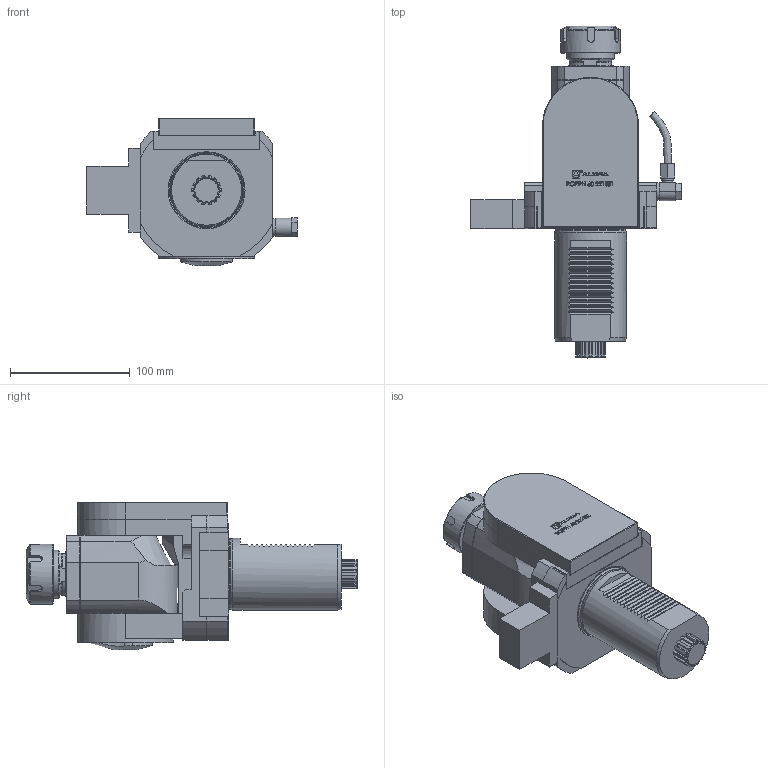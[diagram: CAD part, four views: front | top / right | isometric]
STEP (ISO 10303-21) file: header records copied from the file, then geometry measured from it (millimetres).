
FILE_DESCRIPTION (( 'STEP AP214' ), '1' );
FILE_NAME ('ROPPH60221SS1.STEP', '2025-09-04T12:51:28', ( '' ), ( '' ), 'SwSTEP 2.0', 'SolidWorks 2023', '' );
FILE_SCHEMA (( 'AUTOMOTIVE_DESIGN' ));
Length unit declared in the file: millimetre
Products named in the file (1): ROPPH60221SS1
Bounding box: 175.7 x 276.91 x 123 mm (x, y, z)
Volume: 1485415.7 mm3; surface area: 127512.7 mm2
Topology: 1 solids, 3 shells, 703 faces, 1891 edges, 1236 vertices
Faces by surface type: plane 430, cylinder 132, bspline 92, cone 35, torus 14
Full cylindrical faces by diameter (mm): 1.7 x1, 2.1 x1, 6.366 x1, 8.2 x1, 9.8 x1, 14.5 x1, 40 x1, 44 x1, 44.2 x1, 48.2 x1, 50 x1, 52 x1, 52.2 x1, 56 x1, 56.2 x1, 58.7 x1, 60 x1, 80 x1
Entity records: 30799 total; most frequent: CARTESIAN_POINT 11270, ORIENTED_EDGE 3690, DIRECTION 2890, EDGE_CURVE 1845, VERTEX_POINT 1219, VECTOR 1130, LINE 1130, AXIS2_PLACEMENT_3D 880
